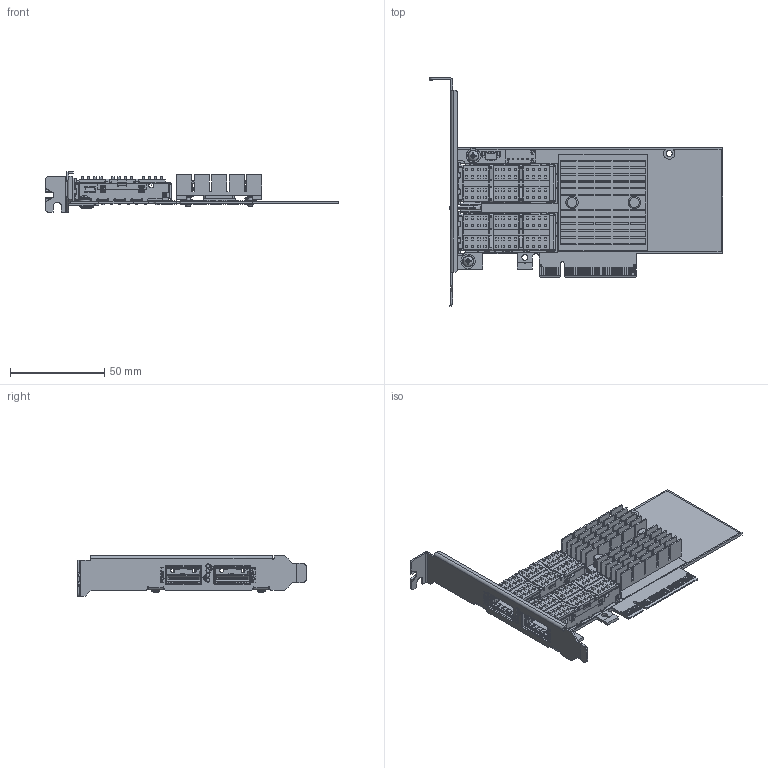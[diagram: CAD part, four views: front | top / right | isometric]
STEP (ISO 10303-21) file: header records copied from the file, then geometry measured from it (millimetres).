
FILE_DESCRIPTION(/* description */ (''),/* implementation_level */ '2;1');
FILE_NAME(/* name */ 'MCX314A-BCBT_AC01.stp',/* time_stamp */ '2016-02-15T11:46:15+02:00',/* author */ ('yossin'),/* organization */ (''),/* preprocessor_version */ 'ST-DEVELOPER v16.1',/* originating_system */ 'Autodesk Inventor 2016',/* authorisation */ '');
FILE_SCHEMA (('AUTOMOTIVE_DESIGN { 1 0 10303 214 3 1 1 }'));
Products named in the file (22): PCB000339; CON000120; ACC000129; 102400006; CX3 CHIP; 102990162; LED000008; LED000009; MEC005242; MEC005242_Conical_Sping; MEC005242_Conical_Sping_Closed_state; MEC005242_1; HSK000022; MEC005127 HEATSINK BUMPER 5MM X 5MM X 2.12MM WITH ADHESIVE; HSK000061; MEC003274 FALCON 6 TALL BRACKET; EMI000005_FALCON EMI GASKET; MA000574; 303252022; #177074; SCR000104; MCX314A-BCBT
Assembly tree (30 placements, depth 3):
  MCX314A-BCBT
    PCB000339
    CON000120  x2
    ACC000129  x2
    102400006
    CX3 CHIP
    102990162
    LED000008  x2
    LED000009  x2
    MEC005242_1  x2
      MEC005242
      MEC005242_Conical_Sping
      MEC005242_Conical_Sping_Closed_state
    HSK000061
      HSK000022
      MEC005127 HEATSINK BUMPER 5MM X 5MM X 2.12MM WITH ADHESIVE  x4
    MA000574
      MEC003274 FALCON 6 TALL BRACKET
      EMI000005_FALCON EMI GASKET
    SCR000104  x2
      303252022
      #177074
Bounding box: 155.66 x 121.05 x 21.59 mm (x, y, z)
Volume: 31903.7 mm3; surface area: 60840.1 mm2
Topology: 125 solids, 125 shells, 7832 faces, 20923 edges, 13771 vertices
Faces by surface type: plane 5255, cylinder 1868, bspline 612, torus 49, cone 38, sphere 10
Full cylindrical faces by diameter (mm): 0.044 x2, 0.2 x16, 0.5 x4, 0.8 x2, 0.85 x7, 1.05 x24, 1.4 x2, 1.5 x12, 1.55 x4, 1.95 x4, 2 x4, 2.1 x4, 2.15 x4, 2.3 x2, 2.8 x2, 2.845 x2, 2.95 x2, 3.17 x2, 3.175 x2, 3.38 x2, 4 x4, 5.563 x2, 6.2 x2, 7.62 x3, 10 x2
Entity records: 177198 total; most frequent: CARTESIAN_POINT 42024, ORIENTED_EDGE 28278, DIRECTION 25349, EDGE_CURVE 14139, LINE 10653, VECTOR 10653, VERTEX_POINT 9397, AXIS2_PLACEMENT_3D 7348
